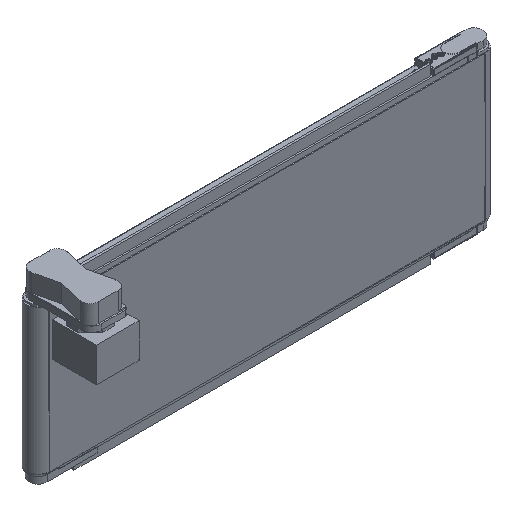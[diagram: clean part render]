
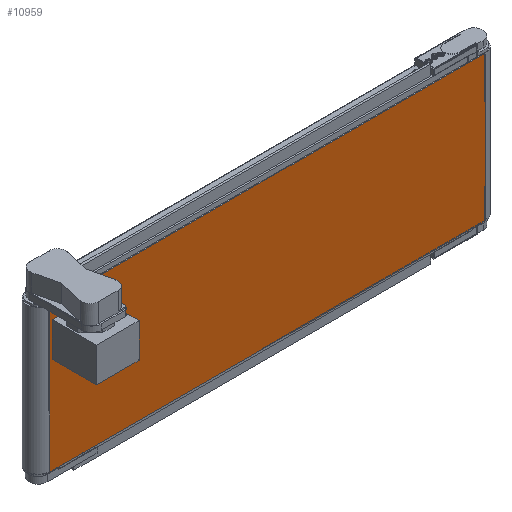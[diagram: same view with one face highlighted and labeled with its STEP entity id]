
A CAD part, isometric view. The second image highlights one B-rep face of the part: STEP entity #10959.
In plain terms, the highlighted planar face has unit normal (0, -1, 0).
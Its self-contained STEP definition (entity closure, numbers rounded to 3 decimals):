
#1547=FACE_OUTER_BOUND('',#2237,.T.);
#2237=EDGE_LOOP('',(#8694,#8695,#8696,#8697));
#3244=LINE('',#19207,#4362);
#3248=LINE('',#19224,#4366);
#3252=LINE('',#19239,#4370);
#3254=LINE('',#19242,#4372);
#4362=VECTOR('',#13555,0.375);
#4366=VECTOR('',#13569,0.375);
#4370=VECTOR('',#13583,0.375);
#4372=VECTOR('',#13587,0.375);
#5338=VERTEX_POINT('',#19205);
#5339=VERTEX_POINT('',#19206);
#5346=VERTEX_POINT('',#19222);
#5347=VERTEX_POINT('',#19223);
#6530=EDGE_CURVE('',#5338,#5339,#3244,.T.);
#6538=EDGE_CURVE('',#5346,#5347,#3248,.T.);
#6546=EDGE_CURVE('',#5338,#5346,#3252,.T.);
#6548=EDGE_CURVE('',#5339,#5347,#3254,.T.);
#8694=ORIENTED_EDGE('',*,*,#6538,.T.);
#8695=ORIENTED_EDGE('',*,*,#6548,.F.);
#8696=ORIENTED_EDGE('',*,*,#6530,.F.);
#8697=ORIENTED_EDGE('',*,*,#6546,.T.);
#10466=PLANE('',#11710);
#10959=ADVANCED_FACE('',(#1547),#10466,.F.);
#11710=AXIS2_PLACEMENT_3D('',#19241,#13585,#13586);
#13555=DIRECTION('',(1.,0.,0.));
#13569=DIRECTION('',(1.,0.,0.));
#13583=DIRECTION('',(0.,0.,-1.));
#13585=DIRECTION('center_axis',(0.,1.,0.));
#13586=DIRECTION('ref_axis',(0.,0.,-1.));
#13587=DIRECTION('',(0.,0.,-1.));
#19205=CARTESIAN_POINT('',(-212.063,-20.625,71.25));
#19206=CARTESIAN_POINT('',(215.438,-20.625,71.25));
#19207=CARTESIAN_POINT('',(-212.063,-20.625,71.25));
#19222=CARTESIAN_POINT('',(-212.063,-20.625,-71.25));
#19223=CARTESIAN_POINT('',(215.438,-20.625,-71.25));
#19224=CARTESIAN_POINT('',(-212.063,-20.625,-71.25));
#19239=CARTESIAN_POINT('',(-212.063,-20.625,71.25));
#19241=CARTESIAN_POINT('Origin',(-212.063,-20.625,71.25));
#19242=CARTESIAN_POINT('',(215.438,-20.625,71.25));
